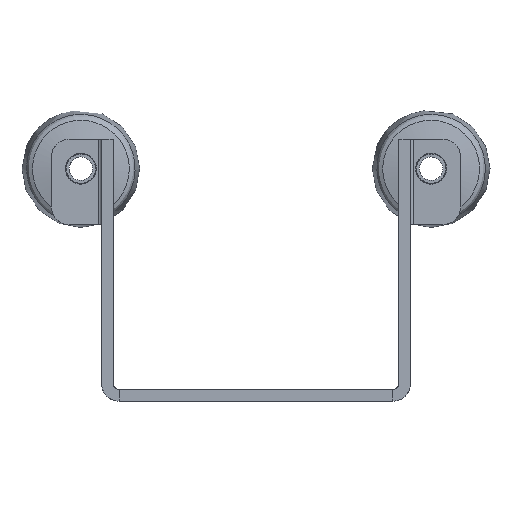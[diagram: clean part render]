
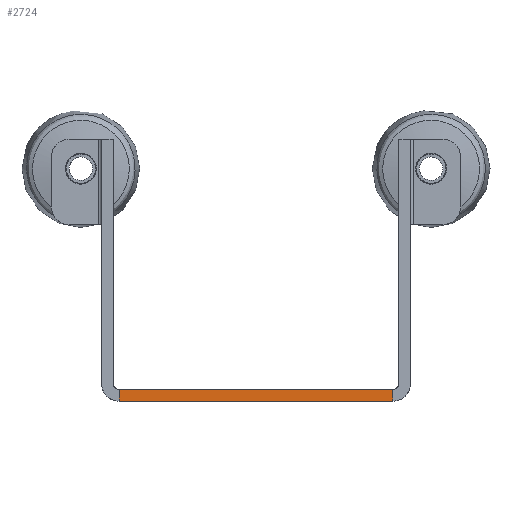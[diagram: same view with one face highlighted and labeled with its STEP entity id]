
A CAD part, front view. The second image highlights one B-rep face of the part: STEP entity #2724.
In plain terms, the highlighted planar face has unit normal (0, -1, 0).
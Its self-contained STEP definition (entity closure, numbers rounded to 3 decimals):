
#2724=ADVANCED_FACE('',(#8188),#8190,.T.);
#8188=FACE_BOUND('',#8189,.T.);
#8189=EDGE_LOOP('',(#12741,#12742,#12743,#12744));
#8190=PLANE('',#8191);
#8191=AXIS2_PLACEMENT_3D('',#8192,#8193,#8194);
#8192=CARTESIAN_POINT('',(-46.5,0.,-65.241));
#8193=DIRECTION('',(0.,-1.,0.));
#8194=DIRECTION('',(1.,0.,0.));
#12741=ORIENTED_EDGE('',*,*,#15275,.T.);
#12742=ORIENTED_EDGE('',*,*,#15295,.F.);
#12743=ORIENTED_EDGE('',*,*,#15296,.T.);
#12744=ORIENTED_EDGE('',*,*,#15284,.T.);
#15275=EDGE_CURVE('',#17519,#17522,#17525,.T.);
#15284=EDGE_CURVE('',#17536,#17519,#17537,.T.);
#15295=EDGE_CURVE('',#17556,#17522,#17557,.T.);
#15296=EDGE_CURVE('',#17556,#17536,#17558,.T.);
#17519=VERTEX_POINT('',#30221);
#17522=VERTEX_POINT('',#30323);
#17525=LINE('',#30393,#30394);
#17536=VERTEX_POINT('',#30807);
#17537=LINE('',#30808,#30809);
#17556=VERTEX_POINT('',#31537);
#17557=LINE('',#31538,#31539);
#17558=LINE('',#31541,#31542);
#30221=CARTESIAN_POINT('',(46.5,0.,-65.241));
#30323=CARTESIAN_POINT('',(46.5,0.,-61.241));
#30393=CARTESIAN_POINT('',(46.5,0.,-65.241));
#30394=VECTOR('',#30395,1.);
#30395=DIRECTION('',(0.,0.,1.));
#30807=CARTESIAN_POINT('',(-46.5,0.,-65.241));
#30808=CARTESIAN_POINT('',(-46.5,0.,-65.241));
#30809=VECTOR('',#30810,1.);
#30810=DIRECTION('',(1.,0.,0.));
#31537=CARTESIAN_POINT('',(-46.5,0.,-61.241));
#31538=CARTESIAN_POINT('',(-46.5,0.,-61.241));
#31539=VECTOR('',#31540,1.);
#31540=DIRECTION('',(1.,0.,0.));
#31541=CARTESIAN_POINT('',(-46.5,0.,-61.241));
#31542=VECTOR('',#31543,1.);
#31543=DIRECTION('',(0.,0.,-1.));
